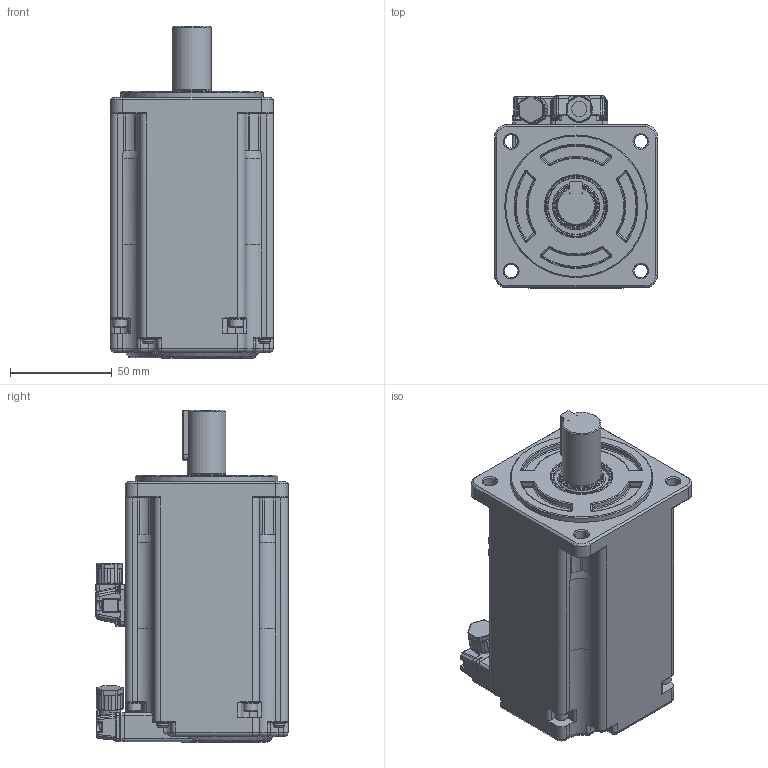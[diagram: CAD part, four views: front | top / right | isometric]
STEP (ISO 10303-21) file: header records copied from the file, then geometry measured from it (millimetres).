
FILE_DESCRIPTION( ('This file contains a STEP AP42 implementation' ,'as created by ZW3D STEP Interface translator.') ,'2;1' );
FILE_NAME( 'X2MH075A-B2CN.stp' ,'22 521.112432', (''), ('ZWCAD Software Co.'), 'Version 1.0', 'ZW3D to STEP translator', '' );
FILE_SCHEMA(('CONFIG_CONTROL_DESIGN'));
Length unit declared in the file: millimetre
Products named in the file (1): 0
Bounding box: 80 x 94.3 x 163 mm (x, y, z)
Volume: 749735.4 mm3; surface area: 60639.8 mm2
Topology: 1 solids, 1 shells, 1930 faces, 4801 edges, 2923 vertices
Faces by surface type: plane 698, cylinder 674, torus 259, bspline 169, sphere 74, cone 56
Full cylindrical faces by diameter (mm): 4 x2, 5.5 x4, 6 x4, 6.5 x4, 7 x4, 8 x4, 18.8 x1, 19 x1, 19.7 x1, 22 x2, 27.5 x1, 30 x1, 70 x1
Entity records: 76396 total; most frequent: CARTESIAN_POINT 32261, ORIENTED_EDGE 9560, DIRECTION 8850, EDGE_CURVE 4780, AXIS2_PLACEMENT_3D 3418, VERTEX_POINT 2923, EDGE_LOOP 2035, VECTOR 2014
